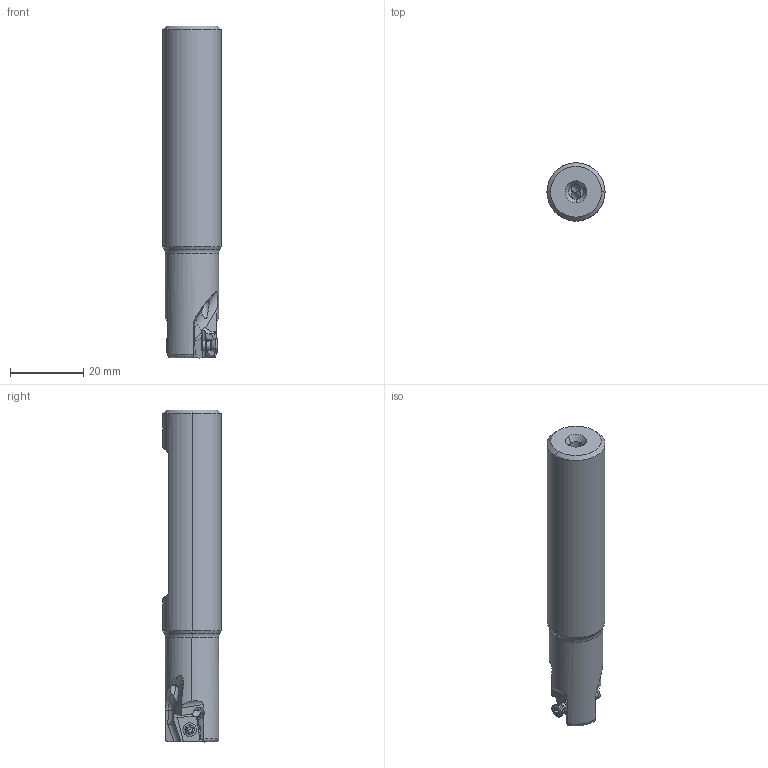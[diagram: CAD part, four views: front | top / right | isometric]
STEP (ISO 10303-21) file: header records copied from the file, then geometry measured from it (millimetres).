
FILE_DESCRIPTION(/* description */ (''),/* implementation_level */ '2;1');
FILE_NAME(/* name */ 'VPX200UR1002FA10S.stp',/* time_stamp */ '2025-07-08T15:59:30+09:00',/* author */ (''),/* organization */ (''),/* preprocessor_version */ 'ST-DEVELOPER v18.101',/* originating_system */ 'SIEMENS PLM Software NX 2011',/* authorisation */ '');
FILE_SCHEMA (('AUTOMOTIVE_DESIGN { 1 0 10303 214 3 1 1 1 }'));
Length unit declared in the file: millimetre
Products named in the file (1): VPX200UR1002FA10S_ASM
Bounding box: 15.88 x 15.88 x 90.72 mm (x, y, z)
Volume: 14918.8 mm3; surface area: 5998 mm2
Topology: 3 solids, 3 shells, 208 faces, 610 edges, 410 vertices
Faces by surface type: cylinder 88, plane 58, cone 30, torus 16, extrusion 8, bspline 4, sphere 4
Entity records: 8463 total; most frequent: CARTESIAN_POINT 3033, ORIENTED_EDGE 1204, DIRECTION 1014, EDGE_CURVE 602, VERTEX_POINT 405, AXIS2_PLACEMENT_3D 404, B_SPLINE_CURVE_WITH_KNOTS 220, EDGE_LOOP 219
